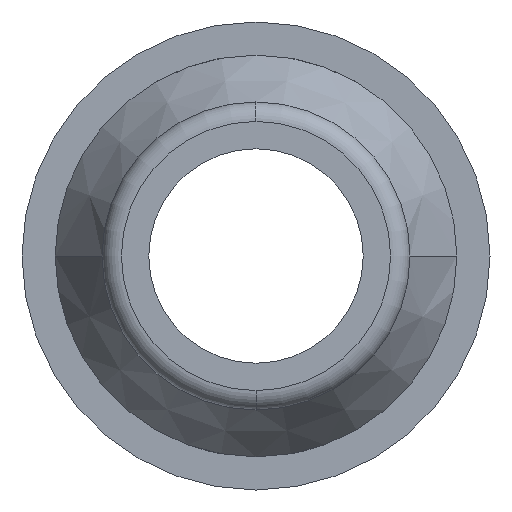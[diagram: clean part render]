
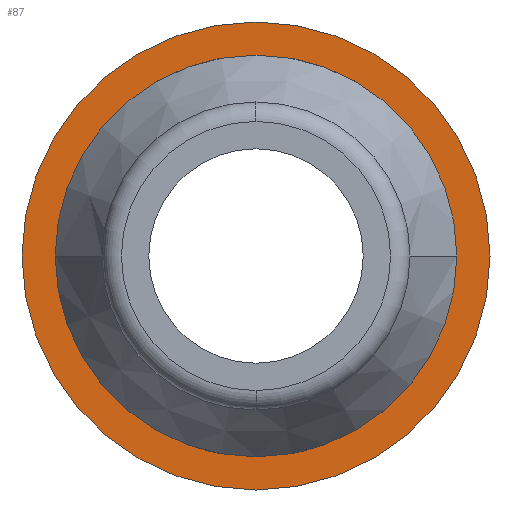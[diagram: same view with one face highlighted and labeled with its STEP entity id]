
A CAD part, front view. The second image highlights one B-rep face of the part: STEP entity #87.
In plain terms, the highlighted planar face has unit normal (0, -1, 0).
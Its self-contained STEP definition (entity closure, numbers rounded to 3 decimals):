
#87=ADVANCED_FACE('',(#219,#220),#221,.T.);
#219=FACE_OUTER_BOUND('',#404,.T.);
#220=FACE_BOUND('',#405,.T.);
#221=PLANE('',#406);
#404=EDGE_LOOP('',(#602,#603));
#405=EDGE_LOOP('',(#604,#605));
#406=AXIS2_PLACEMENT_3D('',#606,#607,#608);
#602=ORIENTED_EDGE('',*,*,#1036,.T.);
#603=ORIENTED_EDGE('',*,*,#1037,.T.);
#604=ORIENTED_EDGE('',*,*,#1038,.T.);
#605=ORIENTED_EDGE('',*,*,#1039,.T.);
#606=CARTESIAN_POINT('',(0.0,31.0,0.0));
#607=DIRECTION('',(0.0,-1.0,0.0));
#608=DIRECTION('',(-1.0,0.0,0.0));
#1036=EDGE_CURVE('',#1220,#1221,#1222,.T.);
#1037=EDGE_CURVE('',#1221,#1220,#1223,.T.);
#1038=EDGE_CURVE('',#1224,#1225,#1226,.T.);
#1039=EDGE_CURVE('',#1225,#1224,#1227,.T.);
#1220=VERTEX_POINT('',#1465);
#1221=VERTEX_POINT('',#1466);
#1222=CIRCLE('',#1467,6.0);
#1223=CIRCLE('',#1468,6.0);
#1224=VERTEX_POINT('',#1469);
#1225=VERTEX_POINT('',#1470);
#1226=CIRCLE('',#1471,4.45);
#1227=CIRCLE('',#1472,4.45);
#1465=CARTESIAN_POINT('',(6.0,31.0,0.0));
#1466=CARTESIAN_POINT('',(-6.0,31.0,0.));
#1467=AXIS2_PLACEMENT_3D('',#1737,#1738,#1739);
#1468=AXIS2_PLACEMENT_3D('',#1740,#1741,#1742);
#1469=CARTESIAN_POINT('',(4.45,31.0,0.0));
#1470=CARTESIAN_POINT('',(-4.45,31.0,0.));
#1471=AXIS2_PLACEMENT_3D('',#1743,#1744,#1745);
#1472=AXIS2_PLACEMENT_3D('',#1746,#1747,#1748);
#1737=CARTESIAN_POINT('',(0.0,31.0,0.0));
#1738=DIRECTION('',(0.0,-1.0,0.0));
#1739=DIRECTION('',(1.0,0.0,0.0));
#1740=CARTESIAN_POINT('',(0.0,31.0,0.0));
#1741=DIRECTION('',(0.0,-1.0,0.0));
#1742=DIRECTION('',(1.0,0.0,0.0));
#1743=CARTESIAN_POINT('',(0.0,31.0,0.0));
#1744=DIRECTION('',(-0.0,1.0,0.0));
#1745=DIRECTION('',(1.0,0.0,0.0));
#1746=CARTESIAN_POINT('',(0.0,31.0,0.0));
#1747=DIRECTION('',(-0.0,1.0,0.0));
#1748=DIRECTION('',(1.0,0.0,0.0));
